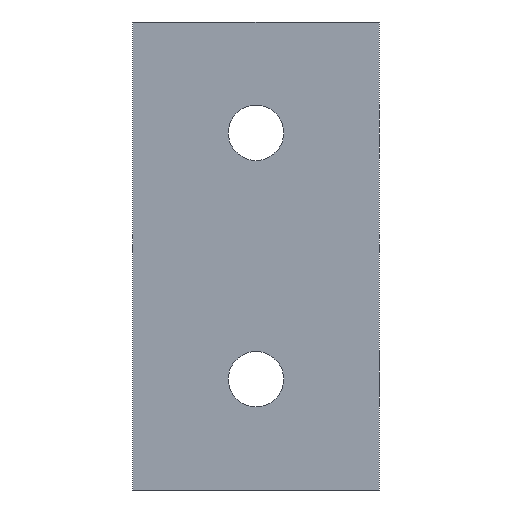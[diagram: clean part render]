
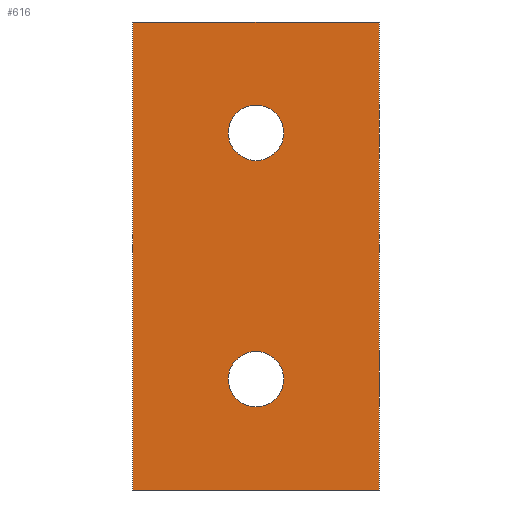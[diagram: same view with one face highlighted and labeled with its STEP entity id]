
A CAD part, left-side view. The second image highlights one B-rep face of the part: STEP entity #616.
In plain terms, the highlighted planar face has unit normal (-1, 0, 0).
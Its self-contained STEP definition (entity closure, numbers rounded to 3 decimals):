
#10 = ORIENTED_EDGE ( 'NONE', *, *, #67, .T. ) ;
#11 = CIRCLE ( 'NONE', #325, 4.5 ) ;
#29 = CARTESIAN_POINT ( 'NONE',  ( 0., 24.5, 20. ) ) ;
#67 = EDGE_CURVE ( 'NONE', #1115, #644, #459, .T. ) ;
#80 = CARTESIAN_POINT ( 'NONE',  ( 0., 0., 38. ) ) ;
#91 = CARTESIAN_POINT ( 'NONE',  ( 0., 20., 20. ) ) ;
#95 = CARTESIAN_POINT ( 'NONE',  ( 0., 0., 38. ) ) ;
#113 = EDGE_CURVE ( 'NONE', #678, #826, #262, .T. ) ;
#130 = ORIENTED_EDGE ( 'NONE', *, *, #633, .T. ) ;
#159 = VECTOR ( 'NONE', #850, 1000. ) ;
#186 = DIRECTION ( 'NONE',  ( 1., 0., 0. ) ) ;
#201 = CARTESIAN_POINT ( 'NONE',  ( 0., 40., -38. ) ) ;
#214 = EDGE_LOOP ( 'NONE', ( #130, #1270, #291, #10 ) ) ;
#242 = AXIS2_PLACEMENT_3D ( 'NONE', #91, #888, #989 ) ;
#252 = VERTEX_POINT ( 'NONE', #29 ) ;
#262 = LINE ( 'NONE', #754, #462 ) ;
#288 = FACE_OUTER_BOUND ( 'NONE', #214, .T. ) ;
#291 = ORIENTED_EDGE ( 'NONE', *, *, #581, .F. ) ;
#294 = CARTESIAN_POINT ( 'NONE',  ( 0., 0., 38. ) ) ;
#307 = CARTESIAN_POINT ( 'NONE',  ( 0., 0., -38. ) ) ;
#310 = EDGE_CURVE ( 'NONE', #1133, #252, #748, .T. ) ;
#325 = AXIS2_PLACEMENT_3D ( 'NONE', #600, #812, #1007 ) ;
#334 = DIRECTION ( 'NONE',  ( 1., 0., 0. ) ) ;
#350 = EDGE_CURVE ( 'NONE', #914, #1216, #11, .T. ) ;
#378 = DIRECTION ( 'NONE',  ( 1., 0., 0. ) ) ;
#459 = LINE ( 'NONE', #765, #159 ) ;
#462 = VECTOR ( 'NONE', #1147, 1000. ) ;
#463 = ORIENTED_EDGE ( 'NONE', *, *, #310, .T. ) ;
#477 = CARTESIAN_POINT ( 'NONE',  ( 0., 20., -20. ) ) ;
#481 = AXIS2_PLACEMENT_3D ( 'NONE', #294, #186, #666 ) ;
#494 = LINE ( 'NONE', #80, #1182 ) ;
#520 = EDGE_CURVE ( 'NONE', #1216, #914, #659, .T. ) ;
#571 = LINE ( 'NONE', #307, #639 ) ;
#581 = EDGE_CURVE ( 'NONE', #1115, #678, #494, .T. ) ;
#600 = CARTESIAN_POINT ( 'NONE',  ( 0., 20., -20. ) ) ;
#616 = ADVANCED_FACE ( 'NONE', ( #891, #770, #288 ), #874, .F. ) ;
#624 = DIRECTION ( 'NONE',  ( 0., 0., -1. ) ) ;
#633 = EDGE_CURVE ( 'NONE', #644, #826, #571, .T. ) ;
#639 = VECTOR ( 'NONE', #784, 1000. ) ;
#644 = VERTEX_POINT ( 'NONE', #201 ) ;
#645 = CARTESIAN_POINT ( 'NONE',  ( 0., 0., -38. ) ) ;
#659 = CIRCLE ( 'NONE', #898, 4.5 ) ;
#666 = DIRECTION ( 'NONE',  ( 0., 1., 0. ) ) ;
#678 = VERTEX_POINT ( 'NONE', #95 ) ;
#712 = ORIENTED_EDGE ( 'NONE', *, *, #350, .T. ) ;
#724 = CARTESIAN_POINT ( 'NONE',  ( 0., 40., 38. ) ) ;
#748 = CIRCLE ( 'NONE', #918, 4.5 ) ;
#754 = CARTESIAN_POINT ( 'NONE',  ( 0., 0., 38. ) ) ;
#765 = CARTESIAN_POINT ( 'NONE',  ( 0., 40., 38. ) ) ;
#770 = FACE_BOUND ( 'NONE', #781, .T. ) ;
#781 = EDGE_LOOP ( 'NONE', ( #712, #908 ) ) ;
#784 = DIRECTION ( 'NONE',  ( 0., -1., 0. ) ) ;
#794 = CIRCLE ( 'NONE', #242, 4.5 ) ;
#812 = DIRECTION ( 'NONE',  ( 1., 0., 0. ) ) ;
#826 = VERTEX_POINT ( 'NONE', #645 ) ;
#850 = DIRECTION ( 'NONE',  ( 0., 0., -1. ) ) ;
#867 = DIRECTION ( 'NONE',  ( 0., 0., -1. ) ) ;
#870 = CARTESIAN_POINT ( 'NONE',  ( 0., 15.5, -20. ) ) ;
#874 = PLANE ( 'NONE',  #481 ) ;
#888 = DIRECTION ( 'NONE',  ( 1., 0., 0. ) ) ;
#891 = FACE_BOUND ( 'NONE', #919, .T. ) ;
#898 = AXIS2_PLACEMENT_3D ( 'NONE', #477, #378, #867 ) ;
#905 = CARTESIAN_POINT ( 'NONE',  ( 0., 20., 20. ) ) ;
#908 = ORIENTED_EDGE ( 'NONE', *, *, #520, .T. ) ;
#914 = VERTEX_POINT ( 'NONE', #978 ) ;
#918 = AXIS2_PLACEMENT_3D ( 'NONE', #905, #334, #624 ) ;
#919 = EDGE_LOOP ( 'NONE', ( #1221, #463 ) ) ;
#931 = CARTESIAN_POINT ( 'NONE',  ( 0., 15.5, 20. ) ) ;
#959 = EDGE_CURVE ( 'NONE', #252, #1133, #794, .T. ) ;
#978 = CARTESIAN_POINT ( 'NONE',  ( 0., 24.5, -20. ) ) ;
#989 = DIRECTION ( 'NONE',  ( 0., 0., -1. ) ) ;
#1007 = DIRECTION ( 'NONE',  ( 0., 0., -1. ) ) ;
#1115 = VERTEX_POINT ( 'NONE', #724 ) ;
#1133 = VERTEX_POINT ( 'NONE', #931 ) ;
#1147 = DIRECTION ( 'NONE',  ( 0., 0., -1. ) ) ;
#1182 = VECTOR ( 'NONE', #1183, 1000. ) ;
#1183 = DIRECTION ( 'NONE',  ( 0., -1., 0. ) ) ;
#1216 = VERTEX_POINT ( 'NONE', #870 ) ;
#1221 = ORIENTED_EDGE ( 'NONE', *, *, #959, .T. ) ;
#1270 = ORIENTED_EDGE ( 'NONE', *, *, #113, .F. ) ;
